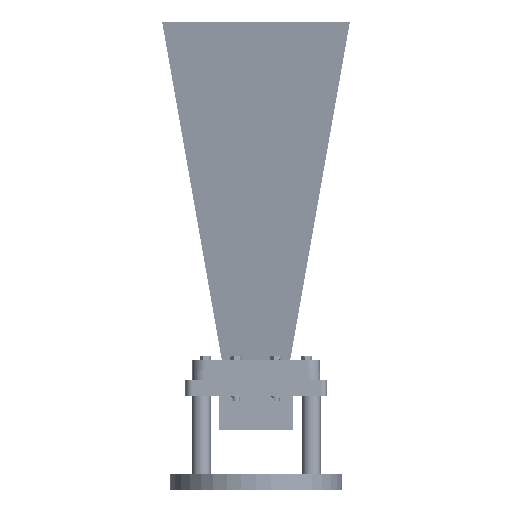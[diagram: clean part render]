
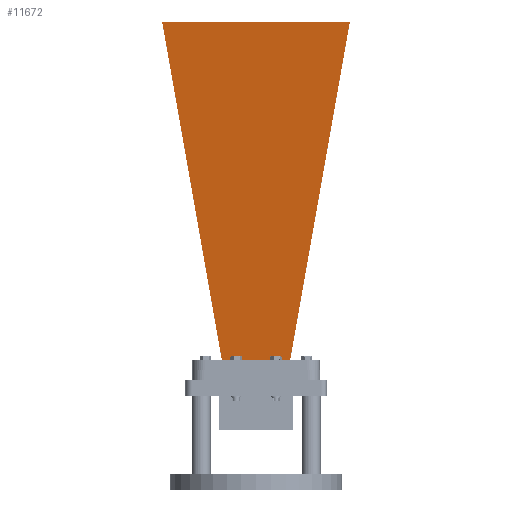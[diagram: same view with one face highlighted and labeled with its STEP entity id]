
A CAD part, top view. The second image highlights one B-rep face of the part: STEP entity #11672.
In plain terms, the highlighted face is planar.
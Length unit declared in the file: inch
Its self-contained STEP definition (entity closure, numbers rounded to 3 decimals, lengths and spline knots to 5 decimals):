
#8350 = EDGE_LOOP ( 'NONE', ( #19905, #33810, #25979, #14186 ) ) ;
#10629 = LINE ( 'NONE', #30831, #25709 ) ;
#11084 = DIRECTION ( 'NONE',  ( 1., 0., 0. ) ) ;
#11202 = CARTESIAN_POINT ( 'NONE',  ( 0.857, -0.462, 0.25 ) ) ;
#11481 = LINE ( 'NONE', #58764, #20216 ) ;
#11672 = ADVANCED_FACE ( 'NONE', ( #55001 ), #29462, .F. ) ;
#12418 = VECTOR ( 'NONE', #11084, 39.37008 ) ;
#14186 = ORIENTED_EDGE ( 'NONE', *, *, #22268, .F. ) ;
#19905 = ORIENTED_EDGE ( 'NONE', *, *, #57505, .T. ) ;
#20216 = VECTOR ( 'NONE', #63755, 39.37008 ) ;
#21972 = CARTESIAN_POINT ( 'NONE',  ( 2.35041, -1.63375, 8.711 ) ) ;
#22268 = EDGE_CURVE ( 'NONE', #58529, #48773, #37748, .T. ) ;
#25081 = VERTEX_POINT ( 'NONE', #21972 ) ;
#25709 = VECTOR ( 'NONE', #51080, 39.37008 ) ;
#25979 = ORIENTED_EDGE ( 'NONE', *, *, #53983, .F. ) ;
#29462 = PLANE ( 'NONE',  #51050 ) ;
#30831 = CARTESIAN_POINT ( 'NONE',  ( 0.857, -0.462, 0.25 ) ) ;
#31401 = CARTESIAN_POINT ( 'NONE',  ( 0.28567, -0.462, 0.25 ) ) ;
#31728 = CARTESIAN_POINT ( 'NONE',  ( -0.857, -0.462, 0.25 ) ) ;
#31935 = LINE ( 'NONE', #46878, #12418 ) ;
#33810 = ORIENTED_EDGE ( 'NONE', *, *, #65442, .F. ) ;
#34757 = CARTESIAN_POINT ( 'NONE',  ( 0., -0.41934, -0.05807 ) ) ;
#37748 = B_SPLINE_CURVE_WITH_KNOTS ( 'NONE', 3,
 ( #11202, #31401, #51638, #31728 ),
 .UNSPECIFIED., .F., .F.,
 ( 4, 4 ),
 ( 0., 1. ),
 .UNSPECIFIED. ) ;
#38432 = DIRECTION ( 'NONE',  ( 0., 0.991, 0.137 ) ) ;
#38905 = CARTESIAN_POINT ( 'NONE',  ( -2.35041, -1.63375, 8.711 ) ) ;
#39754 = DIRECTION ( 'NONE',  ( 0., 0.137, -0.991 ) ) ;
#43989 = CARTESIAN_POINT ( 'NONE',  ( -0.857, -0.462, 0.25 ) ) ;
#46878 = CARTESIAN_POINT ( 'NONE',  ( -2.352, -1.63375, 8.711 ) ) ;
#48773 = VERTEX_POINT ( 'NONE', #43989 ) ;
#49406 = VERTEX_POINT ( 'NONE', #38905 ) ;
#51050 = AXIS2_PLACEMENT_3D ( 'NONE', #34757, #38432, #39754 ) ;
#51080 = DIRECTION ( 'NONE',  ( 0.172, -0.135, 0.976 ) ) ;
#51638 = CARTESIAN_POINT ( 'NONE',  ( -0.28567, -0.462, 0.25 ) ) ;
#53983 = EDGE_CURVE ( 'NONE', #48773, #49406, #11481, .T. ) ;
#55001 = FACE_OUTER_BOUND ( 'NONE', #8350, .T. ) ;
#57505 = EDGE_CURVE ( 'NONE', #58529, #25081, #10629, .T. ) ;
#58529 = VERTEX_POINT ( 'NONE', #64483 ) ;
#58764 = CARTESIAN_POINT ( 'NONE',  ( -0.857, -0.462, 0.25 ) ) ;
#63755 = DIRECTION ( 'NONE',  ( -0.172, -0.135, 0.976 ) ) ;
#64483 = CARTESIAN_POINT ( 'NONE',  ( 0.857, -0.462, 0.25 ) ) ;
#65442 = EDGE_CURVE ( 'NONE', #49406, #25081, #31935, .T. ) ;
